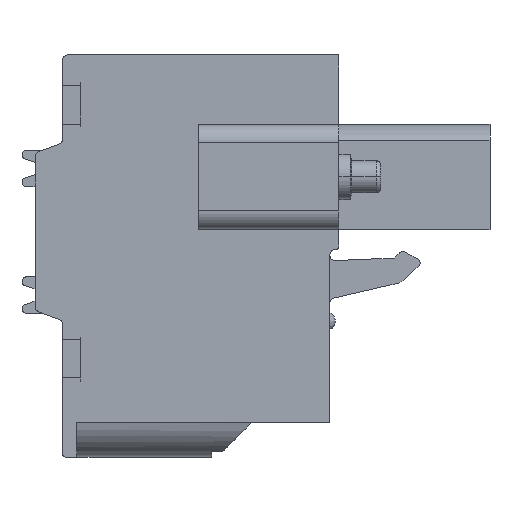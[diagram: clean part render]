
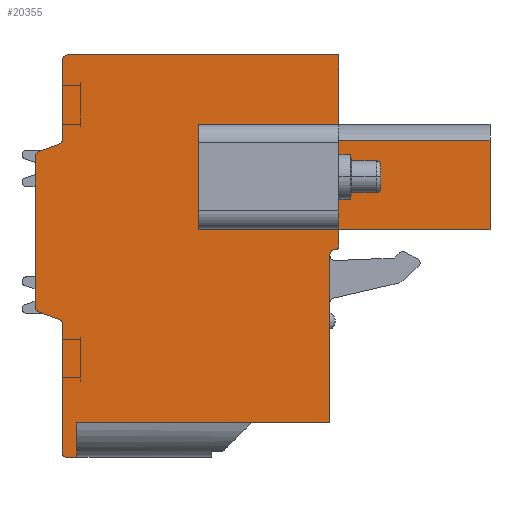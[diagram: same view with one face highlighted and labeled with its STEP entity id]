
A CAD part, front view. The second image highlights one B-rep face of the part: STEP entity #20355.
In plain terms, the highlighted planar face has unit normal (0, -1, 0).
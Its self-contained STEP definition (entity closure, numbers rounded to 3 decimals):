
#408=DIRECTION('',(-1.,0.,0.));
#409=VECTOR('',#408,6.3);
#410=CARTESIAN_POINT('',(2.781,-81.18,1.9));
#411=LINE('',#410,#409);
#412=DIRECTION('',(1.,0.,0.));
#413=VECTOR('',#412,6.3);
#414=CARTESIAN_POINT('',(-3.519,-81.18,7.65));
#415=LINE('',#414,#413);
#416=DIRECTION('',(0.,0.,1.));
#417=VECTOR('',#416,5.75);
#418=CARTESIAN_POINT('',(-3.519,-81.18,1.9));
#419=LINE('',#418,#417);
#420=DIRECTION('',(0.,0.,-1.));
#421=VECTOR('',#420,4.7);
#422=CARTESIAN_POINT('',(4.181,-81.18,11.475));
#423=LINE('',#422,#421);
#424=DIRECTION('',(-1.,0.,0.));
#425=VECTOR('',#424,8.3);
#426=CARTESIAN_POINT('',(12.481,-81.18,6.775));
#427=LINE('',#426,#425);
#428=DIRECTION('',(0.,0.,-1.));
#429=VECTOR('',#428,4.9);
#430=CARTESIAN_POINT('',(12.481,-81.18,6.775));
#431=LINE('',#430,#429);
#432=DIRECTION('',(-1.,0.,0.));
#433=VECTOR('',#432,8.3);
#434=CARTESIAN_POINT('',(12.481,-81.18,1.875));
#435=LINE('',#434,#433);
#436=DIRECTION('',(0.,0.,-1.));
#437=VECTOR('',#436,0.901);
#438=CARTESIAN_POINT('',(4.181,-81.18,1.875));
#439=LINE('',#438,#437);
#440=CARTESIAN_POINT('',(3.981,-81.18,0.974));
#441=DIRECTION('',(0.,1.,0.));
#442=DIRECTION('',(1.,0.,0.));
#443=AXIS2_PLACEMENT_3D('',#440,#441,#442);
#445=CARTESIAN_POINT('',(3.981,-81.18,0.474));
#446=DIRECTION('',(0.,-1.,0.));
#447=DIRECTION('',(0.,0.,1.));
#448=AXIS2_PLACEMENT_3D('',#445,#446,#447);
#450=DIRECTION('',(-1.,0.,0.));
#451=VECTOR('',#450,13.9);
#452=CARTESIAN_POINT('',(3.681,-81.18,-8.725));
#453=LINE('',#452,#451);
#454=DIRECTION('',(0.,0.,-1.));
#455=VECTOR('',#454,1.9);
#456=CARTESIAN_POINT('',(-10.219,-81.18,-8.725));
#457=LINE('',#456,#455);
#458=DIRECTION('',(-1.,0.,0.));
#459=VECTOR('',#458,0.6);
#460=CARTESIAN_POINT('',(-10.219,-81.18,-10.625));
#461=LINE('',#460,#459);
#462=CARTESIAN_POINT('',(-10.819,-81.18,-10.425));
#463=DIRECTION('',(0.,1.,0.));
#464=DIRECTION('',(0.,0.,-1.));
#465=AXIS2_PLACEMENT_3D('',#462,#463,#464);
#467=DIRECTION('',(0.,0.,1.));
#468=VECTOR('',#467,7.095);
#469=CARTESIAN_POINT('',(-11.019,-81.18,-10.425));
#470=LINE('',#469,#468);
#471=CARTESIAN_POINT('',(-11.319,-81.18,-3.33));
#472=DIRECTION('',(0.,-1.,0.));
#473=DIRECTION('',(1.,0.,0.));
#474=AXIS2_PLACEMENT_3D('',#471,#472,#473);
#476=DIRECTION('',(-0.94,0.,0.342));
#477=VECTOR('',#476,1.176);
#478=CARTESIAN_POINT('',(-11.216,-81.18,-3.048));
#479=LINE('',#478,#477);
#480=CARTESIAN_POINT('',(-12.219,-81.18,-2.364));
#481=DIRECTION('',(0.,1.,0.));
#482=DIRECTION('',(-0.342,0.,-0.94));
#483=AXIS2_PLACEMENT_3D('',#480,#481,#482);
#485=DIRECTION('',(0.,0.,1.));
#486=VECTOR('',#485,8.238);
#487=CARTESIAN_POINT('',(-12.519,-81.18,-2.364));
#488=LINE('',#487,#486);
#489=CARTESIAN_POINT('',(-12.219,-81.18,5.874));
#490=DIRECTION('',(0.,1.,0.));
#491=DIRECTION('',(-1.,0.,0.));
#492=AXIS2_PLACEMENT_3D('',#489,#490,#491);
#494=DIRECTION('',(0.94,0.,0.342));
#495=VECTOR('',#494,1.176);
#496=CARTESIAN_POINT('',(-12.321,-81.18,6.156));
#497=LINE('',#496,#495);
#498=CARTESIAN_POINT('',(-11.319,-81.18,6.84));
#499=DIRECTION('',(0.,-1.,0.));
#500=DIRECTION('',(0.342,0.,-0.94));
#501=AXIS2_PLACEMENT_3D('',#498,#499,#500);
#503=DIRECTION('',(0.,0.,1.));
#504=VECTOR('',#503,4.335);
#505=CARTESIAN_POINT('',(-11.019,-81.18,6.84));
#506=LINE('',#505,#504);
#507=CARTESIAN_POINT('',(-10.719,-81.18,11.175));
#508=DIRECTION('',(0.,1.,0.));
#509=DIRECTION('',(-1.,0.,0.));
#510=AXIS2_PLACEMENT_3D('',#507,#508,#509);
#512=DIRECTION('',(1.,0.,0.));
#513=VECTOR('',#512,14.9);
#514=CARTESIAN_POINT('',(-10.719,-81.18,11.475));
#515=LINE('',#514,#513);
#670=DIRECTION('',(0.,0.,1.));
#671=VECTOR('',#670,5.75);
#672=CARTESIAN_POINT('',(2.781,-81.18,1.9));
#673=LINE('',#672,#671);
#3545=DIRECTION('',(0.,0.,1.));
#3546=VECTOR('',#3545,9.199);
#3547=CARTESIAN_POINT('',(3.681,-81.18,-8.725));
#3548=LINE('',#3547,#3546);
#15379=CARTESIAN_POINT('',(-12.519,-81.18,-2.364));
#15380=CARTESIAN_POINT('',(-12.519,-81.18,5.874));
#15381=VERTEX_POINT('',#15379);
#15382=VERTEX_POINT('',#15380);
#15383=CARTESIAN_POINT('',(-12.321,-81.18,6.156));
#15384=VERTEX_POINT('',#15383);
#15385=CARTESIAN_POINT('',(-11.216,-81.18,6.558));
#15386=VERTEX_POINT('',#15385);
#15387=CARTESIAN_POINT('',(-11.019,-81.18,6.84));
#15388=VERTEX_POINT('',#15387);
#15389=CARTESIAN_POINT('',(-11.019,-81.18,11.175));
#15390=VERTEX_POINT('',#15389);
#15391=CARTESIAN_POINT('',(-10.719,-81.18,11.475));
#15392=VERTEX_POINT('',#15391);
#15393=CARTESIAN_POINT('',(4.181,-81.18,11.475));
#15394=VERTEX_POINT('',#15393);
#15395=CARTESIAN_POINT('',(3.681,-81.18,-8.725));
#15396=CARTESIAN_POINT('',(-10.219,-81.18,-8.725));
#15397=VERTEX_POINT('',#15395);
#15398=VERTEX_POINT('',#15396);
#15399=CARTESIAN_POINT('',(-10.219,-81.18,-10.625));
#15400=VERTEX_POINT('',#15399);
#15401=CARTESIAN_POINT('',(-10.819,-81.18,-10.625));
#15402=VERTEX_POINT('',#15401);
#15403=CARTESIAN_POINT('',(-11.019,-81.18,-10.425));
#15404=VERTEX_POINT('',#15403);
#15405=CARTESIAN_POINT('',(-11.019,-81.18,-3.33));
#15406=VERTEX_POINT('',#15405);
#15407=CARTESIAN_POINT('',(-11.216,-81.18,-3.048));
#15408=VERTEX_POINT('',#15407);
#15409=CARTESIAN_POINT('',(-12.321,-81.18,-2.646));
#15410=VERTEX_POINT('',#15409);
#15421=CARTESIAN_POINT('',(4.181,-81.18,0.974));
#15422=CARTESIAN_POINT('',(3.981,-81.18,0.774));
#15423=VERTEX_POINT('',#15421);
#15424=VERTEX_POINT('',#15422);
#15425=CARTESIAN_POINT('',(4.181,-81.18,1.875));
#15426=VERTEX_POINT('',#15425);
#15427=CARTESIAN_POINT('',(3.681,-81.18,0.474));
#15428=VERTEX_POINT('',#15427);
#15429=CARTESIAN_POINT('',(12.481,-81.18,1.875));
#15430=VERTEX_POINT('',#15429);
#16653=CARTESIAN_POINT('',(12.481,-81.18,6.775));
#16654=VERTEX_POINT('',#16653);
#19740=CARTESIAN_POINT('',(-3.519,-81.18,1.9));
#19741=CARTESIAN_POINT('',(-3.519,-81.18,7.65));
#19742=VERTEX_POINT('',#19740);
#19743=VERTEX_POINT('',#19741);
#19762=CARTESIAN_POINT('',(2.781,-81.18,1.9));
#19763=CARTESIAN_POINT('',(2.781,-81.18,7.65));
#19764=VERTEX_POINT('',#19762);
#19765=VERTEX_POINT('',#19763);
#19778=CARTESIAN_POINT('',(4.181,-81.18,6.775));
#19779=VERTEX_POINT('',#19778);
#20293=CARTESIAN_POINT('',(0.,-81.18,0.));
#20294=DIRECTION('',(0.,1.,0.));
#20295=DIRECTION('',(1.,0.,0.));
#20296=AXIS2_PLACEMENT_3D('',#20293,#20294,#20295);
#20297=PLANE('',#20296);
#20298=ORIENTED_EDGE('',*,*,#20045,.T.);
#20300=ORIENTED_EDGE('',*,*,#20299,.F.);
#20302=ORIENTED_EDGE('',*,*,#20301,.T.);
#20304=ORIENTED_EDGE('',*,*,#20303,.T.);
#20306=ORIENTED_EDGE('',*,*,#20305,.T.);
#20308=ORIENTED_EDGE('',*,*,#20307,.T.);
#20310=ORIENTED_EDGE('',*,*,#20309,.T.);
#20312=ORIENTED_EDGE('',*,*,#20311,.F.);
#20314=ORIENTED_EDGE('',*,*,#20313,.T.);
#20316=ORIENTED_EDGE('',*,*,#20315,.T.);
#20318=ORIENTED_EDGE('',*,*,#20317,.T.);
#20320=ORIENTED_EDGE('',*,*,#20319,.T.);
#20322=ORIENTED_EDGE('',*,*,#20321,.T.);
#20324=ORIENTED_EDGE('',*,*,#20323,.T.);
#20326=ORIENTED_EDGE('',*,*,#20325,.T.);
#20328=ORIENTED_EDGE('',*,*,#20327,.T.);
#20330=ORIENTED_EDGE('',*,*,#20329,.T.);
#20332=ORIENTED_EDGE('',*,*,#20331,.T.);
#20334=ORIENTED_EDGE('',*,*,#20333,.T.);
#20336=ORIENTED_EDGE('',*,*,#20335,.T.);
#20338=ORIENTED_EDGE('',*,*,#20337,.T.);
#20340=ORIENTED_EDGE('',*,*,#20339,.T.);
#20342=ORIENTED_EDGE('',*,*,#20341,.T.);
#20343=EDGE_LOOP('',(#20298,#20300,#20302,#20304,#20306,#20308,#20310,#20312,
#20314,#20316,#20318,#20320,#20322,#20324,#20326,#20328,#20330,#20332,#20334,
#20336,#20338,#20340,#20342));
#20344=FACE_OUTER_BOUND('',#20343,.F.);
#20346=ORIENTED_EDGE('',*,*,#20345,.F.);
#20348=ORIENTED_EDGE('',*,*,#20347,.T.);
#20350=ORIENTED_EDGE('',*,*,#20349,.F.);
#20352=ORIENTED_EDGE('',*,*,#20351,.F.);
#20353=EDGE_LOOP('',(#20346,#20348,#20350,#20352));
#20354=FACE_BOUND('',#20353,.F.);
#20355=ADVANCED_FACE('',(#20344,#20354),#20297,.F.);
#444=CIRCLE('',#443,0.2);
#449=CIRCLE('',#448,0.3);
#466=CIRCLE('',#465,0.2);
#475=CIRCLE('',#474,0.3);
#484=CIRCLE('',#483,0.3);
#493=CIRCLE('',#492,0.3);
#502=CIRCLE('',#501,0.3);
#511=CIRCLE('',#510,0.3);
#20045=EDGE_CURVE('',#15394,#19779,#423,.T.);
#20299=EDGE_CURVE('',#16654,#19779,#427,.T.);
#20301=EDGE_CURVE('',#16654,#15430,#431,.T.);
#20303=EDGE_CURVE('',#15430,#15426,#435,.T.);
#20305=EDGE_CURVE('',#15426,#15423,#439,.T.);
#20307=EDGE_CURVE('',#15423,#15424,#444,.T.);
#20309=EDGE_CURVE('',#15424,#15428,#449,.T.);
#20311=EDGE_CURVE('',#15397,#15428,#3548,.T.);
#20313=EDGE_CURVE('',#15397,#15398,#453,.T.);
#20315=EDGE_CURVE('',#15398,#15400,#457,.T.);
#20317=EDGE_CURVE('',#15400,#15402,#461,.T.);
#20319=EDGE_CURVE('',#15402,#15404,#466,.T.);
#20321=EDGE_CURVE('',#15404,#15406,#470,.T.);
#20323=EDGE_CURVE('',#15406,#15408,#475,.T.);
#20325=EDGE_CURVE('',#15408,#15410,#479,.T.);
#20327=EDGE_CURVE('',#15410,#15381,#484,.T.);
#20329=EDGE_CURVE('',#15381,#15382,#488,.T.);
#20331=EDGE_CURVE('',#15382,#15384,#493,.T.);
#20333=EDGE_CURVE('',#15384,#15386,#497,.T.);
#20335=EDGE_CURVE('',#15386,#15388,#502,.T.);
#20337=EDGE_CURVE('',#15388,#15390,#506,.T.);
#20339=EDGE_CURVE('',#15390,#15392,#511,.T.);
#20341=EDGE_CURVE('',#15392,#15394,#515,.T.);
#20345=EDGE_CURVE('',#19764,#19742,#411,.T.);
#20347=EDGE_CURVE('',#19764,#19765,#673,.T.);
#20349=EDGE_CURVE('',#19743,#19765,#415,.T.);
#20351=EDGE_CURVE('',#19742,#19743,#419,.T.);
